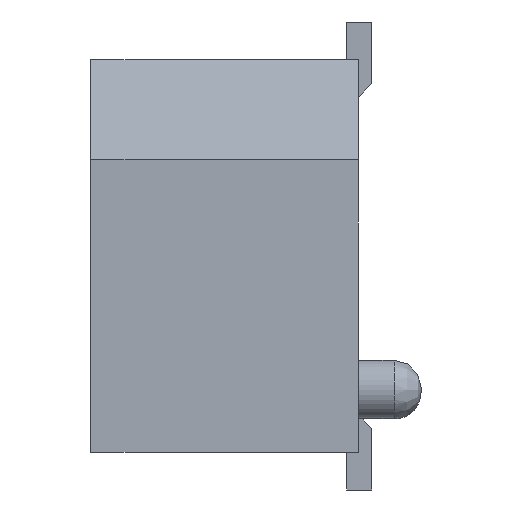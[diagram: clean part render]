
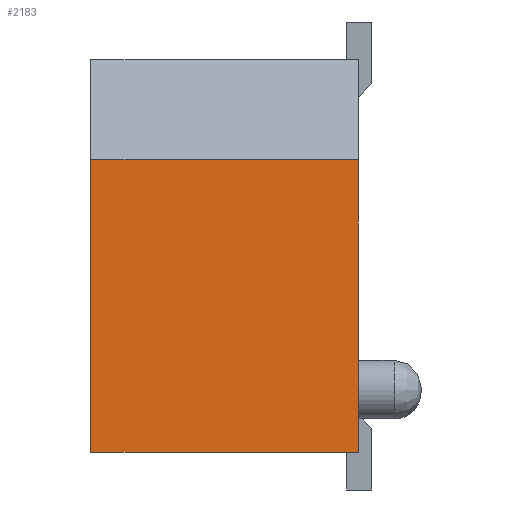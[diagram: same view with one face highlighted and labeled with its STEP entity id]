
A CAD part, left-side view. The second image highlights one B-rep face of the part: STEP entity #2183.
In plain terms, the highlighted planar face has unit normal (-1, 0, 0).
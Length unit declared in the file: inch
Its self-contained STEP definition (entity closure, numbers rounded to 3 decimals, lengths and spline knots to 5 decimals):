
#2183 = ADVANCED_FACE( '', ( #4851 ), #4852, .F. );
#4851 = FACE_OUTER_BOUND( '', #8013, .T. );
#4852 = PLANE( '', #8014 );
#8013 = EDGE_LOOP( '', ( #14942, #14943, #14944, #14945 ) );
#8014 = AXIS2_PLACEMENT_3D( '', #14946, #14947, #14948 );
#14942 = ORIENTED_EDGE( '', *, *, #20241, .T. );
#14943 = ORIENTED_EDGE( '', *, *, #22372, .F. );
#14944 = ORIENTED_EDGE( '', *, *, #22807, .F. );
#14945 = ORIENTED_EDGE( '', *, *, #22808, .T. );
#14946 = CARTESIAN_POINT( '', ( -0.39375, 0.168, -0.1175 ) );
#14947 = DIRECTION( '', ( 1., 0., 0. ) );
#14948 = DIRECTION( '', ( 0., 0., -1. ) );
#20241 = EDGE_CURVE( '', #24635, #24632, #24636, .T. );
#22372 = EDGE_CURVE( '', #28080, #24632, #28082, .T. );
#22807 = EDGE_CURVE( '', #28662, #28080, #28663, .T. );
#22808 = EDGE_CURVE( '', #28662, #24635, #28664, .T. );
#24632 = VERTEX_POINT( '', #30991 );
#24635 = VERTEX_POINT( '', #30995 );
#24636 = LINE( '', #30996, #30997 );
#28080 = VERTEX_POINT( '', #36185 );
#28082 = LINE( '', #36188, #36189 );
#28662 = VERTEX_POINT( '', #37076 );
#28663 = LINE( '', #37077, #37078 );
#28664 = LINE( '', #37079, #37080 );
#30991 = CARTESIAN_POINT( '', ( -0.39375, 0.008, 0.0575 ) );
#30995 = CARTESIAN_POINT( '', ( -0.39375, 0.008, -0.1175 ) );
#30996 = CARTESIAN_POINT( '', ( -0.39375, 0.008, -0.1175 ) );
#30997 = VECTOR( '', #39477, 39.37008 );
#36185 = CARTESIAN_POINT( '', ( -0.39375, 0.168, 0.0575 ) );
#36188 = CARTESIAN_POINT( '', ( -0.39375, 0.168, 0.0575 ) );
#36189 = VECTOR( '', #41223, 39.37008 );
#37076 = CARTESIAN_POINT( '', ( -0.39375, 0.168, -0.1175 ) );
#37077 = CARTESIAN_POINT( '', ( -0.39375, 0.168, -0.1175 ) );
#37078 = VECTOR( '', #41540, 39.37008 );
#37079 = CARTESIAN_POINT( '', ( -0.39375, 0.168, -0.1175 ) );
#37080 = VECTOR( '', #41541, 39.37008 );
#39477 = DIRECTION( '', ( 0., 0., 1. ) );
#41223 = DIRECTION( '', ( 0., -1., 0. ) );
#41540 = DIRECTION( '', ( 0., 0., 1. ) );
#41541 = DIRECTION( '', ( 0., -1., 0. ) );
